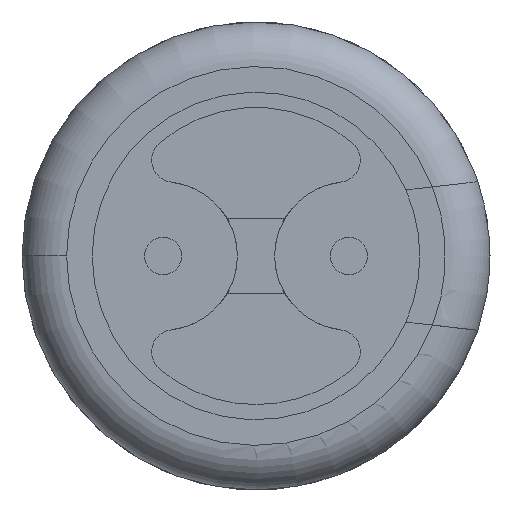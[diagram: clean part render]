
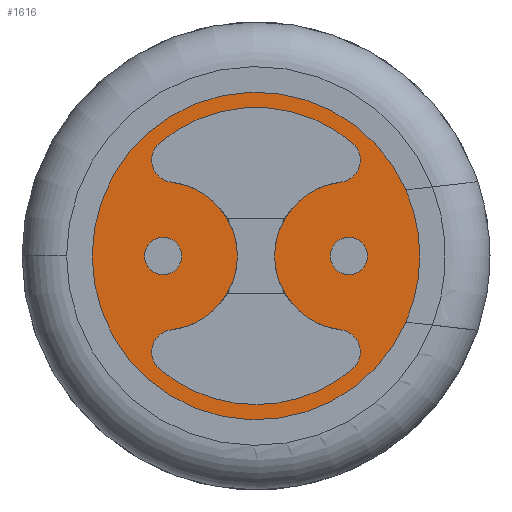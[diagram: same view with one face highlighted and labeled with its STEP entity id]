
A CAD part, front view. The second image highlights one B-rep face of the part: STEP entity #1616.
In plain terms, the highlighted planar face has unit normal (0, -1, 0).
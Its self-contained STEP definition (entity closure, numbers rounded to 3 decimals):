
#9 = DIRECTION ( 'NONE',  ( -1., 0., 0. ) ) ;
#12 = DIRECTION ( 'NONE',  ( 0., 1., 0. ) ) ;
#32 = CARTESIAN_POINT ( 'NONE',  ( 1.25, 0.55, 0. ) ) ;
#39 = VERTEX_POINT ( 'NONE', #550 ) ;
#58 = EDGE_CURVE ( 'NONE', #229, #247, #555, .T. ) ;
#85 = DIRECTION ( 'NONE',  ( -1., 0., 0. ) ) ;
#101 = DIRECTION ( 'NONE',  ( 0., 1., 0. ) ) ;
#107 = EDGE_CURVE ( 'NONE', #191, #188, #1807, .T. ) ;
#111 = CARTESIAN_POINT ( 'NONE',  ( 0., 0.55, 0. ) ) ;
#119 = AXIS2_PLACEMENT_3D ( 'NONE', #849, #1264, #1658 ) ;
#128 = EDGE_CURVE ( 'NONE', #745, #284, #581, .T. ) ;
#147 = CARTESIAN_POINT ( 'NONE',  ( -1.138, 0.55, -0.994 ) ) ;
#150 = DIRECTION ( 'NONE',  ( 0., 1., 0. ) ) ;
#153 = EDGE_CURVE ( 'NONE', #188, #588, #1205, .T. ) ;
#154 = ORIENTED_EDGE ( 'NONE', *, *, #128, .T. ) ;
#163 = ORIENTED_EDGE ( 'NONE', *, *, #559, .T. ) ;
#188 = VERTEX_POINT ( 'NONE', #322 ) ;
#191 = VERTEX_POINT ( 'NONE', #777 ) ;
#210 = ORIENTED_EDGE ( 'NONE', *, *, #615, .F. ) ;
#215 = AXIS2_PLACEMENT_3D ( 'NONE', #446, #763, #1016 ) ;
#219 = CIRCLE ( 'NONE', #597, 2.205 ) ;
#222 = CARTESIAN_POINT ( 'NONE',  ( 0., 0.55, 0. ) ) ;
#229 = VERTEX_POINT ( 'NONE', #1390 ) ;
#247 = VERTEX_POINT ( 'NONE', #1530 ) ;
#266 = AXIS2_PLACEMENT_3D ( 'NONE', #111, #1033, #873 ) ;
#281 = PLANE ( 'NONE',  #1092 ) ;
#284 = VERTEX_POINT ( 'NONE', #1555 ) ;
#294 = CARTESIAN_POINT ( 'NONE',  ( 1.138, 0.55, 0.994 ) ) ;
#322 = CARTESIAN_POINT ( 'NONE',  ( -1.3, 0.55, 1.52 ) ) ;
#343 = CARTESIAN_POINT ( 'NONE',  ( 2.017, 0.55, -0.89 ) ) ;
#352 = CIRCLE ( 'NONE', #764, 0.3 ) ;
#367 = ORIENTED_EDGE ( 'NONE', *, *, #153, .T. ) ;
#436 = CARTESIAN_POINT ( 'NONE',  ( 0., 0.55, 0. ) ) ;
#444 = DIRECTION ( 'NONE',  ( 0., 1., 0. ) ) ;
#446 = CARTESIAN_POINT ( 'NONE',  ( -1.105, 0.55, 1.292 ) ) ;
#488 = EDGE_CURVE ( 'NONE', #1344, #1690, #1261, .T. ) ;
#511 = CARTESIAN_POINT ( 'NONE',  ( 1.3, 0.55, 1.52 ) ) ;
#535 = ORIENTED_EDGE ( 'NONE', *, *, #946, .T. ) ;
#550 = CARTESIAN_POINT ( 'NONE',  ( -1.3, 0.55, -1.52 ) ) ;
#555 = CIRCLE ( 'NONE', #266, 2.205 ) ;
#559 = EDGE_CURVE ( 'NONE', #932, #1134, #1250, .T. ) ;
#574 = CARTESIAN_POINT ( 'NONE',  ( 1.3, 0.55, -1.52 ) ) ;
#581 = CIRCLE ( 'NONE', #1309, 1. ) ;
#588 = VERTEX_POINT ( 'NONE', #511 ) ;
#590 = DIRECTION ( 'NONE',  ( -1., 0., 0. ) ) ;
#593 = DIRECTION ( 'NONE',  ( -1., 0., 0. ) ) ;
#594 = DIRECTION ( 'NONE',  ( -1., 0., 0. ) ) ;
#597 = AXIS2_PLACEMENT_3D ( 'NONE', #436, #1691, #725 ) ;
#606 = DIRECTION ( 'NONE',  ( 0., 1., 0. ) ) ;
#607 = CARTESIAN_POINT ( 'NONE',  ( -2.205, 0.55, 0. ) ) ;
#609 = CARTESIAN_POINT ( 'NONE',  ( 1.105, 0.55, -1.292 ) ) ;
#615 = EDGE_CURVE ( 'NONE', #1690, #229, #1280, .T. ) ;
#635 = CARTESIAN_POINT ( 'NONE',  ( 0., 0.55, 0. ) ) ;
#652 = ORIENTED_EDGE ( 'NONE', *, *, #1478, .T. ) ;
#670 = ORIENTED_EDGE ( 'NONE', *, *, #58, .F. ) ;
#680 = ORIENTED_EDGE ( 'NONE', *, *, #488, .F. ) ;
#681 = DIRECTION ( 'NONE',  ( 0., 1., 0. ) ) ;
#720 = AXIS2_PLACEMENT_3D ( 'NONE', #222, #101, #85 ) ;
#725 = DIRECTION ( 'NONE',  ( -1., 0., 0. ) ) ;
#735 = DIRECTION ( 'NONE',  ( 0., -1., 0. ) ) ;
#741 = AXIS2_PLACEMENT_3D ( 'NONE', #1253, #606, #593 ) ;
#745 = VERTEX_POINT ( 'NONE', #294 ) ;
#751 = AXIS2_PLACEMENT_3D ( 'NONE', #609, #902, #939 ) ;
#763 = DIRECTION ( 'NONE',  ( 0., 1., 0. ) ) ;
#764 = AXIS2_PLACEMENT_3D ( 'NONE', #1233, #1085, #1204 ) ;
#777 = CARTESIAN_POINT ( 'NONE',  ( -1.138, 0.55, 0.994 ) ) ;
#793 = ORIENTED_EDGE ( 'NONE', *, *, #1711, .T. ) ;
#820 = EDGE_LOOP ( 'NONE', ( #535, #163, #1454, #850, #652, #1416, #367, #793, #154 ) ) ;
#822 = DIRECTION ( 'NONE',  ( -1., 0., 0. ) ) ;
#849 = CARTESIAN_POINT ( 'NONE',  ( -1.25, 0.55, 0. ) ) ;
#850 = ORIENTED_EDGE ( 'NONE', *, *, #1128, .T. ) ;
#873 = DIRECTION ( 'NONE',  ( -1., 0., 0. ) ) ;
#874 = EDGE_CURVE ( 'NONE', #247, #1344, #219, .T. ) ;
#902 = DIRECTION ( 'NONE',  ( 0., 1., 0. ) ) ;
#906 = DIRECTION ( 'NONE',  ( -1., 0., 0. ) ) ;
#927 = EDGE_CURVE ( 'NONE', #1134, #39, #979, .T. ) ;
#930 = VERTEX_POINT ( 'NONE', #147 ) ;
#932 = VERTEX_POINT ( 'NONE', #574 ) ;
#939 = DIRECTION ( 'NONE',  ( -1., 0., 0. ) ) ;
#946 = EDGE_CURVE ( 'NONE', #284, #932, #987, .T. ) ;
#979 = CIRCLE ( 'NONE', #1190, 2. ) ;
#987 = CIRCLE ( 'NONE', #751, 0.3 ) ;
#1016 = DIRECTION ( 'NONE',  ( -1., 0., 0. ) ) ;
#1025 = EDGE_LOOP ( 'NONE', ( #670, #210, #680, #1735 ) ) ;
#1033 = DIRECTION ( 'NONE',  ( 0., 1., 0. ) ) ;
#1043 = CARTESIAN_POINT ( 'NONE',  ( 1.105, 0.55, 1.292 ) ) ;
#1085 = DIRECTION ( 'NONE',  ( 0., 1., 0. ) ) ;
#1092 = AXIS2_PLACEMENT_3D ( 'NONE', #1201, #444, #594 ) ;
#1119 = FACE_OUTER_BOUND ( 'NONE', #1025, .T. ) ;
#1128 = EDGE_CURVE ( 'NONE', #39, #930, #352, .T. ) ;
#1133 = FACE_BOUND ( 'NONE', #820, .T. ) ;
#1134 = VERTEX_POINT ( 'NONE', #1356 ) ;
#1153 = CARTESIAN_POINT ( 'NONE',  ( 0., 0.55, 0. ) ) ;
#1168 = CARTESIAN_POINT ( 'NONE',  ( 0., 0.55, 0. ) ) ;
#1190 = AXIS2_PLACEMENT_3D ( 'NONE', #1153, #12, #1267 ) ;
#1201 = CARTESIAN_POINT ( 'NONE',  ( 2.205, 0.55, 0. ) ) ;
#1204 = DIRECTION ( 'NONE',  ( -1., 0., 0. ) ) ;
#1205 = CIRCLE ( 'NONE', #720, 2. ) ;
#1233 = CARTESIAN_POINT ( 'NONE',  ( -1.105, 0.55, -1.292 ) ) ;
#1250 = CIRCLE ( 'NONE', #1488, 2. ) ;
#1253 = CARTESIAN_POINT ( 'NONE',  ( 0., 0.55, 0. ) ) ;
#1261 = CIRCLE ( 'NONE', #1270, 2.205 ) ;
#1264 = DIRECTION ( 'NONE',  ( 0., -1., 0. ) ) ;
#1267 = DIRECTION ( 'NONE',  ( -1., 0., 0. ) ) ;
#1270 = AXIS2_PLACEMENT_3D ( 'NONE', #1168, #150, #590 ) ;
#1280 = CIRCLE ( 'NONE', #741, 2.205 ) ;
#1309 = AXIS2_PLACEMENT_3D ( 'NONE', #32, #735, #9 ) ;
#1344 = VERTEX_POINT ( 'NONE', #343 ) ;
#1356 = CARTESIAN_POINT ( 'NONE',  ( 0., 0.55, -2. ) ) ;
#1390 = CARTESIAN_POINT ( 'NONE',  ( 2.017, 0.55, 0.89 ) ) ;
#1399 = AXIS2_PLACEMENT_3D ( 'NONE', #1043, #1853, #906 ) ;
#1416 = ORIENTED_EDGE ( 'NONE', *, *, #107, .T. ) ;
#1454 = ORIENTED_EDGE ( 'NONE', *, *, #927, .T. ) ;
#1478 = EDGE_CURVE ( 'NONE', #930, #191, #1653, .T. ) ;
#1488 = AXIS2_PLACEMENT_3D ( 'NONE', #635, #681, #822 ) ;
#1530 = CARTESIAN_POINT ( 'NONE',  ( 2.205, 0.55, 0. ) ) ;
#1555 = CARTESIAN_POINT ( 'NONE',  ( 1.138, 0.55, -0.994 ) ) ;
#1616 = ADVANCED_FACE ( 'NONE', ( #1119, #1133 ), #281, .F. ) ;
#1653 = CIRCLE ( 'NONE', #119, 1. ) ;
#1658 = DIRECTION ( 'NONE',  ( -1., 0., 0. ) ) ;
#1690 = VERTEX_POINT ( 'NONE', #607 ) ;
#1691 = DIRECTION ( 'NONE',  ( 0., 1., 0. ) ) ;
#1704 = CIRCLE ( 'NONE', #1399, 0.3 ) ;
#1711 = EDGE_CURVE ( 'NONE', #588, #745, #1704, .T. ) ;
#1735 = ORIENTED_EDGE ( 'NONE', *, *, #874, .F. ) ;
#1807 = CIRCLE ( 'NONE', #215, 0.3 ) ;
#1853 = DIRECTION ( 'NONE',  ( 0., 1., 0. ) ) ;
